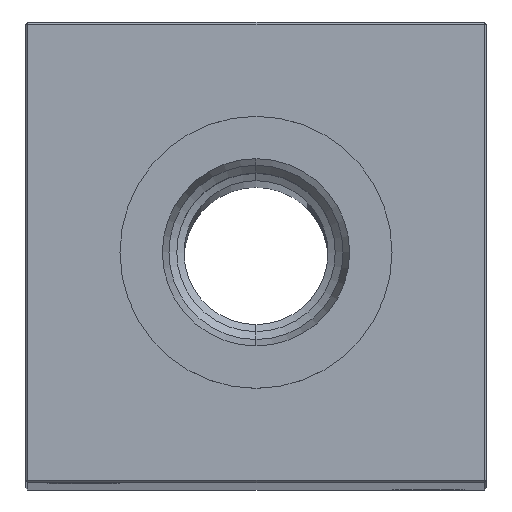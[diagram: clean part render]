
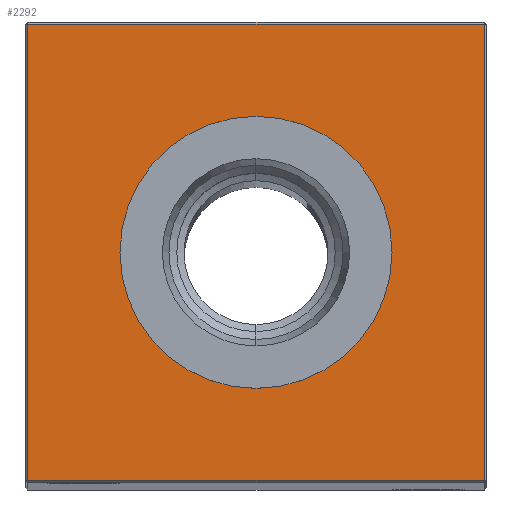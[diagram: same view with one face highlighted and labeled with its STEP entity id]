
A CAD part, top view. The second image highlights one B-rep face of the part: STEP entity #2292.
In plain terms, the highlighted planar face has unit normal (0, 0, 1).
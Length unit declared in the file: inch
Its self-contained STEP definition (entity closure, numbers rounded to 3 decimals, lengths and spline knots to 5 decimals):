
#640 = ORIENTED_EDGE ( 'NONE', *, *, #10129, .T. ) ;
#1379 = CARTESIAN_POINT ( 'NONE',  ( -0.99, -0.99, 18.25 ) ) ;
#1439 = AXIS2_PLACEMENT_3D ( 'NONE', #21979, #9698, #17566 ) ;
#1684 = ORIENTED_EDGE ( 'NONE', *, *, #17580, .T. ) ;
#2292 = ADVANCED_FACE ( 'NONE', ( #6747, #11025 ), #8880, .F. ) ;
#2636 = VECTOR ( 'NONE', #9099, 39.37008 ) ;
#3488 = LINE ( 'NONE', #8170, #12852 ) ;
#4263 = LINE ( 'NONE', #23742, #7834 ) ;
#4710 = LINE ( 'NONE', #15246, #2636 ) ;
#5569 = LINE ( 'NONE', #23213, #18101 ) ;
#6670 = EDGE_LOOP ( 'NONE', ( #640, #25072 ) ) ;
#6747 = FACE_OUTER_BOUND ( 'NONE', #25991, .T. ) ;
#7834 = VECTOR ( 'NONE', #12928, 39.37008 ) ;
#8170 = CARTESIAN_POINT ( 'NONE',  ( -0.99, 0., 18.25 ) ) ;
#8880 = PLANE ( 'NONE',  #1439 ) ;
#8921 = CARTESIAN_POINT ( 'NONE',  ( 0.99, 0.99, 18.25 ) ) ;
#8930 = VERTEX_POINT ( 'NONE', #25328 ) ;
#9099 = DIRECTION ( 'NONE',  ( -1., 0., 0. ) ) ;
#9259 = DIRECTION ( 'NONE',  ( -1., 0., 0. ) ) ;
#9698 = DIRECTION ( 'NONE',  ( 0., 0., -1. ) ) ;
#10129 = EDGE_CURVE ( 'NONE', #8930, #13635, #26540, .T. ) ;
#11025 = FACE_BOUND ( 'NONE', #6670, .T. ) ;
#11044 = AXIS2_PLACEMENT_3D ( 'NONE', #17740, #15617, #22154 ) ;
#11129 = CARTESIAN_POINT ( 'NONE',  ( 0., 0., 18.25 ) ) ;
#11701 = EDGE_CURVE ( 'NONE', #25878, #24229, #5569, .T. ) ;
#12272 = VERTEX_POINT ( 'NONE', #25264 ) ;
#12852 = VECTOR ( 'NONE', #20987, 39.37008 ) ;
#12928 = DIRECTION ( 'NONE',  ( 1., 0., 0. ) ) ;
#12930 = AXIS2_PLACEMENT_3D ( 'NONE', #11129, #13397, #9259 ) ;
#13397 = DIRECTION ( 'NONE',  ( 0., 0., -1. ) ) ;
#13635 = VERTEX_POINT ( 'NONE', #26632 ) ;
#15076 = ORIENTED_EDGE ( 'NONE', *, *, #16858, .T. ) ;
#15246 = CARTESIAN_POINT ( 'NONE',  ( 0., 0.99, 18.25 ) ) ;
#15617 = DIRECTION ( 'NONE',  ( 0., 0., -1. ) ) ;
#16858 = EDGE_CURVE ( 'NONE', #17115, #25878, #4263, .T. ) ;
#17115 = VERTEX_POINT ( 'NONE', #1379 ) ;
#17566 = DIRECTION ( 'NONE',  ( -1., 0., 0. ) ) ;
#17580 = EDGE_CURVE ( 'NONE', #24229, #12272, #4710, .T. ) ;
#17740 = CARTESIAN_POINT ( 'NONE',  ( 0., 0., 18.25 ) ) ;
#18101 = VECTOR ( 'NONE', #18799, 39.37008 ) ;
#18799 = DIRECTION ( 'NONE',  ( 0., 1., 0. ) ) ;
#19543 = ORIENTED_EDGE ( 'NONE', *, *, #21725, .T. ) ;
#20400 = CARTESIAN_POINT ( 'NONE',  ( 0.99, -0.99, 18.25 ) ) ;
#20987 = DIRECTION ( 'NONE',  ( 0., -1., 0. ) ) ;
#21725 = EDGE_CURVE ( 'NONE', #12272, #17115, #3488, .T. ) ;
#21979 = CARTESIAN_POINT ( 'NONE',  ( 0., 0., 18.25 ) ) ;
#22154 = DIRECTION ( 'NONE',  ( -1., 0., 0. ) ) ;
#23213 = CARTESIAN_POINT ( 'NONE',  ( 0.99, 0., 18.25 ) ) ;
#23742 = CARTESIAN_POINT ( 'NONE',  ( 0., -0.99, 18.25 ) ) ;
#23783 = CIRCLE ( 'NONE', #11044, 0.59055 ) ;
#24229 = VERTEX_POINT ( 'NONE', #8921 ) ;
#24289 = EDGE_CURVE ( 'NONE', #13635, #8930, #23783, .T. ) ;
#25072 = ORIENTED_EDGE ( 'NONE', *, *, #24289, .T. ) ;
#25264 = CARTESIAN_POINT ( 'NONE',  ( -0.99, 0.99, 18.25 ) ) ;
#25328 = CARTESIAN_POINT ( 'NONE',  ( 0., 0.59055, 18.25 ) ) ;
#25878 = VERTEX_POINT ( 'NONE', #20400 ) ;
#25991 = EDGE_LOOP ( 'NONE', ( #19543, #15076, #27380, #1684 ) ) ;
#26540 = CIRCLE ( 'NONE', #12930, 0.59055 ) ;
#26632 = CARTESIAN_POINT ( 'NONE',  ( 0., -0.59055, 18.25 ) ) ;
#27380 = ORIENTED_EDGE ( 'NONE', *, *, #11701, .T. ) ;
